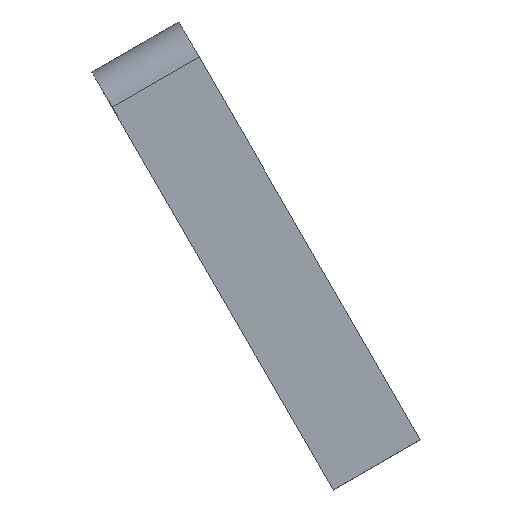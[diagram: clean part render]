
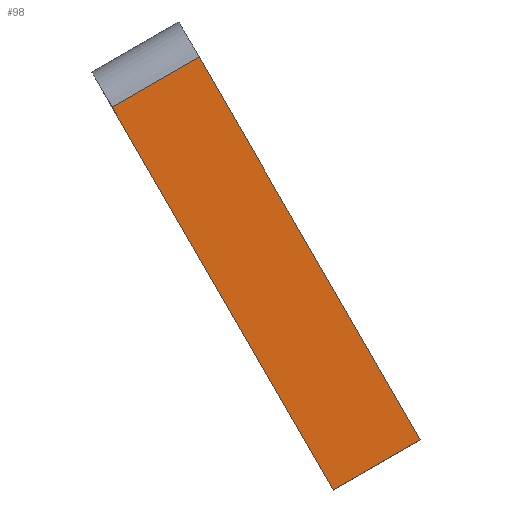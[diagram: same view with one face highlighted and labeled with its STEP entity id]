
A CAD part, top view. The second image highlights one B-rep face of the part: STEP entity #98.
In plain terms, the highlighted planar face has unit normal (0, 0, 1).
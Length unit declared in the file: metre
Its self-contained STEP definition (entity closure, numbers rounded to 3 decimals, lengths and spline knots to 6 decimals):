
#23=ORIENTED_EDGE('',*,*,#46,.F.);
#24=ORIENTED_EDGE('',*,*,#45,.F.);
#25=ORIENTED_EDGE('',*,*,#47,.T.);
#26=ORIENTED_EDGE('',*,*,#48,.T.);
#45=EDGE_CURVE('',#56,#55,#65,.T.);
#46=EDGE_CURVE('',#55,#57,#66,.T.);
#47=EDGE_CURVE('',#56,#58,#67,.T.);
#48=EDGE_CURVE('',#58,#57,#68,.T.);
#55=VERTEX_POINT('',#163);
#56=VERTEX_POINT('',#165);
#57=VERTEX_POINT('',#169);
#58=VERTEX_POINT('',#171);
#65=LINE('',#166,#75);
#66=LINE('',#168,#76);
#67=LINE('',#170,#77);
#68=LINE('',#172,#78);
#75=VECTOR('',#135,1.);
#76=VECTOR('',#138,1.);
#77=VECTOR('',#139,1.);
#78=VECTOR('',#140,1.);
#81=EDGE_LOOP('',(#23,#24,#25,#26));
#87=FACE_BOUND('',#81,.T.);
#93=PLANE('',#117);
#98=ADVANCED_FACE('',(#87),#93,.F.);
#117=AXIS2_PLACEMENT_3D('',#167,#136,#137);
#135=DIRECTION('',(-0.866,-0.5,0.));
#136=DIRECTION('',(0.,0.,-1.));
#137=DIRECTION('',(0.5,0.866,0.));
#138=DIRECTION('',(-0.5,0.866,0.));
#139=DIRECTION('',(-0.5,0.866,0.));
#140=DIRECTION('',(-0.866,-0.5,0.));
#163=CARTESIAN_POINT('',(-0.032961,0.00809,0.192378));
#165=CARTESIAN_POINT('',(-0.030796,0.00934,0.192378));
#166=CARTESIAN_POINT('',(-0.030796,0.00934,0.192378));
#167=CARTESIAN_POINT('',(-0.033546,0.014103,0.192378));
#168=CARTESIAN_POINT('',(-0.035711,0.012853,0.192378));
#169=CARTESIAN_POINT('',(-0.038461,0.017616,0.192378));
#170=CARTESIAN_POINT('',(-0.033546,0.014103,0.192378));
#171=CARTESIAN_POINT('',(-0.036296,0.018866,0.192378));
#172=CARTESIAN_POINT('',(-0.036296,0.018866,0.192378));
